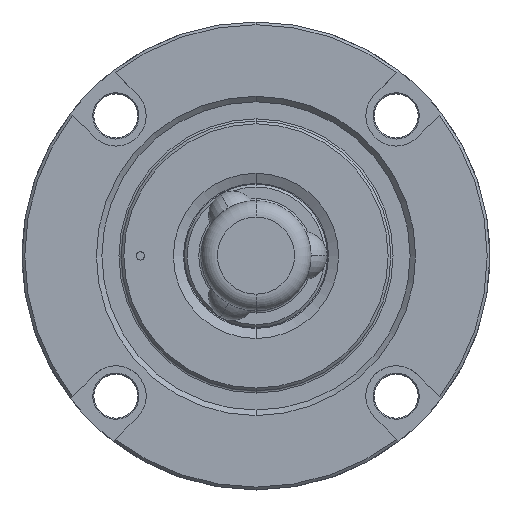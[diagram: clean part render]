
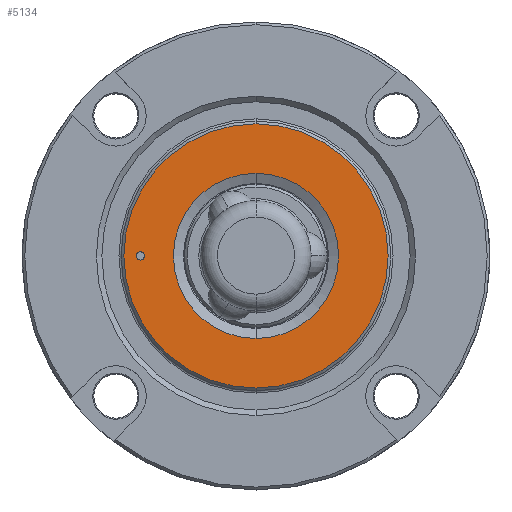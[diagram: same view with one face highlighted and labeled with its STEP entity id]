
A CAD part, top view. The second image highlights one B-rep face of the part: STEP entity #5134.
In plain terms, the highlighted planar face has unit normal (0, 0, 1).
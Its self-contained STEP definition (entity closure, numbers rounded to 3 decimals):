
#121 = CARTESIAN_POINT ( 'NONE',  ( 0., 0., 15. ) ) ;
#399 = CARTESIAN_POINT ( 'NONE',  ( -21., 0.75, 15. ) ) ;
#533 = DIRECTION ( 'NONE',  ( 0., 0., -1. ) ) ;
#562 = EDGE_LOOP ( 'NONE', ( #3207, #5154 ) ) ;
#577 = ORIENTED_EDGE ( 'NONE', *, *, #5493, .T. ) ;
#630 = CIRCLE ( 'NONE', #2649, 0.75 ) ;
#711 = AXIS2_PLACEMENT_3D ( 'NONE', #5100, #3281, #1047 ) ;
#750 = CARTESIAN_POINT ( 'NONE',  ( -21., 0., 15. ) ) ;
#829 = CARTESIAN_POINT ( 'NONE',  ( 10., 0., 15. ) ) ;
#831 = AXIS2_PLACEMENT_3D ( 'NONE', #1914, #533, #1406 ) ;
#910 = AXIS2_PLACEMENT_3D ( 'NONE', #829, #4912, #3118 ) ;
#930 = VERTEX_POINT ( 'NONE', #1234 ) ;
#1047 = DIRECTION ( 'NONE',  ( 0., 1., 0. ) ) ;
#1161 = CARTESIAN_POINT ( 'NONE',  ( 0., -24., 15. ) ) ;
#1185 = PLANE ( 'NONE',  #910 ) ;
#1206 = AXIS2_PLACEMENT_3D ( 'NONE', #121, #1962, #1514 ) ;
#1234 = CARTESIAN_POINT ( 'NONE',  ( 0., 15., 15. ) ) ;
#1300 = CIRCLE ( 'NONE', #4300, 15. ) ;
#1305 = FACE_BOUND ( 'NONE', #562, .T. ) ;
#1406 = DIRECTION ( 'NONE',  ( 0., 1., 0. ) ) ;
#1478 = AXIS2_PLACEMENT_3D ( 'NONE', #750, #2495, #1619 ) ;
#1514 = DIRECTION ( 'NONE',  ( 0., 1., 0. ) ) ;
#1619 = DIRECTION ( 'NONE',  ( 0., -1., 0. ) ) ;
#1777 = DIRECTION ( 'NONE',  ( 0., -1., 0. ) ) ;
#1821 = VERTEX_POINT ( 'NONE', #3630 ) ;
#1911 = ORIENTED_EDGE ( 'NONE', *, *, #3488, .F. ) ;
#1914 = CARTESIAN_POINT ( 'NONE',  ( 0., 0., 15. ) ) ;
#1915 = DIRECTION ( 'NONE',  ( 0., 1., 0. ) ) ;
#1962 = DIRECTION ( 'NONE',  ( 0., 0., 1. ) ) ;
#2270 = CIRCLE ( 'NONE', #1206, 24. ) ;
#2388 = EDGE_CURVE ( 'NONE', #4000, #4899, #3986, .T. ) ;
#2495 = DIRECTION ( 'NONE',  ( 0., 0., 1. ) ) ;
#2649 = AXIS2_PLACEMENT_3D ( 'NONE', #3256, #5101, #1777 ) ;
#2803 = EDGE_CURVE ( 'NONE', #5329, #4897, #4772, .T. ) ;
#3064 = FACE_BOUND ( 'NONE', #3365, .T. ) ;
#3085 = FACE_OUTER_BOUND ( 'NONE', #3247, .T. ) ;
#3118 = DIRECTION ( 'NONE',  ( 0., 1., 0. ) ) ;
#3207 = ORIENTED_EDGE ( 'NONE', *, *, #3867, .T. ) ;
#3247 = EDGE_LOOP ( 'NONE', ( #577, #5449 ) ) ;
#3256 = CARTESIAN_POINT ( 'NONE',  ( -21., 0., 15. ) ) ;
#3281 = DIRECTION ( 'NONE',  ( 0., 0., 1. ) ) ;
#3335 = CIRCLE ( 'NONE', #831, 15. ) ;
#3365 = EDGE_LOOP ( 'NONE', ( #1911, #3729 ) ) ;
#3488 = EDGE_CURVE ( 'NONE', #4897, #5329, #630, .T. ) ;
#3630 = CARTESIAN_POINT ( 'NONE',  ( 0., -15., 15. ) ) ;
#3729 = ORIENTED_EDGE ( 'NONE', *, *, #2803, .F. ) ;
#3867 = EDGE_CURVE ( 'NONE', #1821, #930, #1300, .T. ) ;
#3986 = CIRCLE ( 'NONE', #711, 24. ) ;
#4000 = VERTEX_POINT ( 'NONE', #1161 ) ;
#4186 = DIRECTION ( 'NONE',  ( 0., 0., -1. ) ) ;
#4300 = AXIS2_PLACEMENT_3D ( 'NONE', #4313, #4186, #1915 ) ;
#4313 = CARTESIAN_POINT ( 'NONE',  ( 0., 0., 15. ) ) ;
#4772 = CIRCLE ( 'NONE', #1478, 0.75 ) ;
#4854 = CARTESIAN_POINT ( 'NONE',  ( -21., -0.75, 15. ) ) ;
#4897 = VERTEX_POINT ( 'NONE', #4854 ) ;
#4899 = VERTEX_POINT ( 'NONE', #5693 ) ;
#4912 = DIRECTION ( 'NONE',  ( 0., 0., -1. ) ) ;
#5100 = CARTESIAN_POINT ( 'NONE',  ( 0., 0., 15. ) ) ;
#5101 = DIRECTION ( 'NONE',  ( 0., 0., 1. ) ) ;
#5134 = ADVANCED_FACE ( 'NONE', ( #1305, #3085, #3064 ), #1185, .F. ) ;
#5154 = ORIENTED_EDGE ( 'NONE', *, *, #5648, .T. ) ;
#5329 = VERTEX_POINT ( 'NONE', #399 ) ;
#5449 = ORIENTED_EDGE ( 'NONE', *, *, #2388, .T. ) ;
#5493 = EDGE_CURVE ( 'NONE', #4899, #4000, #2270, .T. ) ;
#5648 = EDGE_CURVE ( 'NONE', #930, #1821, #3335, .T. ) ;
#5693 = CARTESIAN_POINT ( 'NONE',  ( 0., 24., 15. ) ) ;
